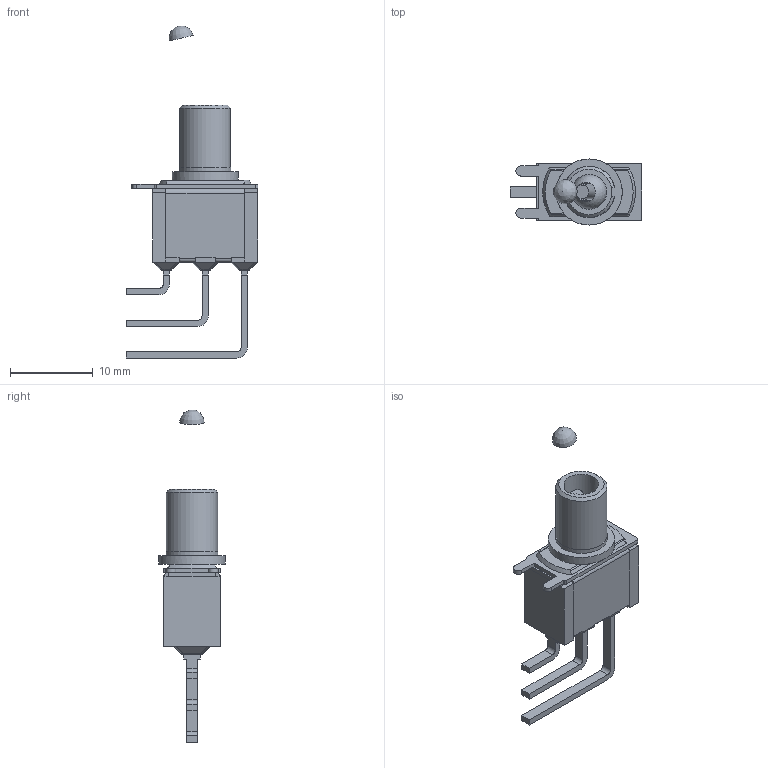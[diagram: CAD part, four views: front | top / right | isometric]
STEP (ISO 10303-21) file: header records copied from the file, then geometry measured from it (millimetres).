
FILE_DESCRIPTION(/* description */ (''),/* implementation_level */ '2;1');
FILE_NAME(/* name */ '100SPxT1B6M7xE.stp',/* time_stamp */ '2026-01-22T13:32:51-06:00',/* author */ ('jmeyers'),/* organization */ (''),/* preprocessor_version */ 'ST-DEVELOPER v18.1',/* originating_system */ 'Autodesk Inventor 2022',/* authorisation */ '');
FILE_SCHEMA (('AUTOMOTIVE_DESIGN { 1 0 10303 214 3 1 1 }'));
Length unit declared in the file: inch
Products named in the file (1): Part11
Bounding box: 15.88 x 7.98 x 40.04 mm (x, y, z)
Volume: 1196.7 mm3; surface area: 1322.8 mm2
Topology: 1 solids, 8 shells, 273 faces, 692 edges, 418 vertices
Faces by surface type: plane 190, cylinder 60, sphere 14, cone 5, bspline 4
Full cylindrical faces by diameter (mm): 1.65 x1, 4.2 x2, 7.98 x1
Entity records: 8218 total; most frequent: CARTESIAN_POINT 1638, ORIENTED_EDGE 1360, DIRECTION 1347, EDGE_CURVE 680, LINE 501, VECTOR 501, AXIS2_PLACEMENT_3D 423, VERTEX_POINT 418
